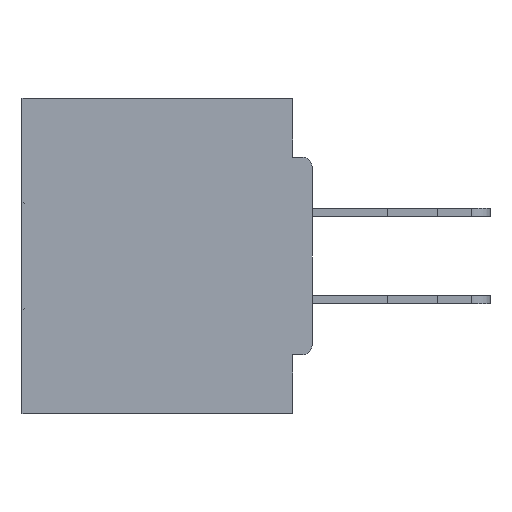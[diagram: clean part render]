
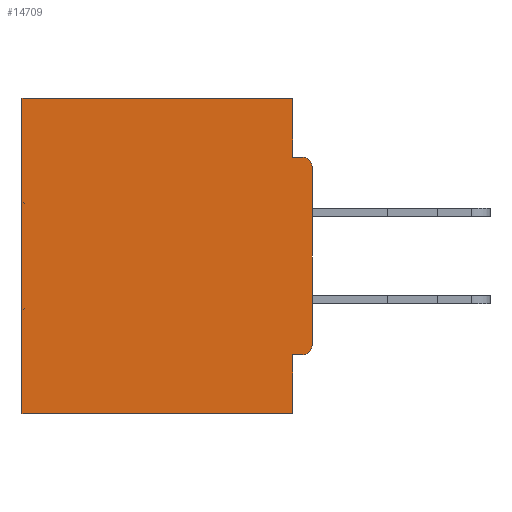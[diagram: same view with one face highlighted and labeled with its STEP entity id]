
A CAD part, left-side view. The second image highlights one B-rep face of the part: STEP entity #14709.
In plain terms, the highlighted planar face has unit normal (-1, 0, 0).
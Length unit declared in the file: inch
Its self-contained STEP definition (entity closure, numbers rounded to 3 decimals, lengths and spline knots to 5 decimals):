
#49 = VERTEX_POINT ( 'NONE', #4594 ) ;
#89 = VERTEX_POINT ( 'NONE', #16360 ) ;
#245 = DIRECTION ( 'NONE',  ( 0., 0., -1. ) ) ;
#583 = LINE ( 'NONE', #39443, #2789 ) ;
#1573 = VERTEX_POINT ( 'NONE', #40598 ) ;
#1665 = CARTESIAN_POINT ( 'NONE',  ( 0.298, 0., -0.5 ) ) ;
#1814 = CARTESIAN_POINT ( 'NONE',  ( 0.298, 0., 0. ) ) ;
#2184 = CARTESIAN_POINT ( 'NONE',  ( 0.298, 0.031, -0.4065 ) ) ;
#2198 = LINE ( 'NONE', #37814, #41458 ) ;
#2580 = EDGE_CURVE ( 'NONE', #7871, #1573, #24402, .T. ) ;
#2789 = VECTOR ( 'NONE', #7554, 39.37008 ) ;
#4120 = DIRECTION ( 'NONE',  ( 0., 0., -1. ) ) ;
#4594 = CARTESIAN_POINT ( 'NONE',  ( 0.298, 0.015, -0.4065 ) ) ;
#5266 = VERTEX_POINT ( 'NONE', #38270 ) ;
#5444 = EDGE_CURVE ( 'NONE', #5266, #7745, #17056, .T. ) ;
#5503 = AXIS2_PLACEMENT_3D ( 'NONE', #7169, #21198, #4120 ) ;
#5904 = ORIENTED_EDGE ( 'NONE', *, *, #33123, .F. ) ;
#6153 = CARTESIAN_POINT ( 'NONE',  ( 0.298, 0.031, -0.5 ) ) ;
#7169 = CARTESIAN_POINT ( 'NONE',  ( 0.298, 0.015, -0.3915 ) ) ;
#7554 = DIRECTION ( 'NONE',  ( 0., 1., 0. ) ) ;
#7745 = VERTEX_POINT ( 'NONE', #29049 ) ;
#7807 = ORIENTED_EDGE ( 'NONE', *, *, #35758, .F. ) ;
#7871 = VERTEX_POINT ( 'NONE', #29647 ) ;
#8140 = EDGE_CURVE ( 'NONE', #1573, #7745, #38795, .T. ) ;
#8830 = DIRECTION ( 'NONE',  ( 1., 0., 0. ) ) ;
#9087 = CARTESIAN_POINT ( 'NONE',  ( 0.298, 0.015, -0.1085 ) ) ;
#9717 = DIRECTION ( 'NONE',  ( 0., 1., 0. ) ) ;
#10803 = VERTEX_POINT ( 'NONE', #2184 ) ;
#12358 = DIRECTION ( 'NONE',  ( 0., 0., -1. ) ) ;
#12367 = DIRECTION ( 'NONE',  ( 0., 1., 0. ) ) ;
#14709 = ADVANCED_FACE ( 'NONE', ( #16056 ), #40093, .F. ) ;
#15296 = DIRECTION ( 'NONE',  ( 0., 0., -1. ) ) ;
#16056 = FACE_OUTER_BOUND ( 'NONE', #35367, .T. ) ;
#16303 = CARTESIAN_POINT ( 'NONE',  ( 0.298, 0., 0. ) ) ;
#16360 = CARTESIAN_POINT ( 'NONE',  ( 0.298, 0.46, -0.5 ) ) ;
#17056 = CIRCLE ( 'NONE', #21952, 0.015 ) ;
#17369 = EDGE_CURVE ( 'NONE', #49, #10803, #583, .T. ) ;
#17770 = EDGE_CURVE ( 'NONE', #10803, #40151, #19132, .T. ) ;
#17832 = CARTESIAN_POINT ( 'NONE',  ( 0.298, 0., 0. ) ) ;
#18259 = CARTESIAN_POINT ( 'NONE',  ( 0.298, 0., -0.3915 ) ) ;
#18664 = ORIENTED_EDGE ( 'NONE', *, *, #8140, .F. ) ;
#19132 = LINE ( 'NONE', #6153, #31638 ) ;
#19177 = VECTOR ( 'NONE', #23973, 39.37008 ) ;
#20364 = ORIENTED_EDGE ( 'NONE', *, *, #17369, .F. ) ;
#21198 = DIRECTION ( 'NONE',  ( -1., 0., 0. ) ) ;
#21324 = LINE ( 'NONE', #1665, #39376 ) ;
#21447 = ORIENTED_EDGE ( 'NONE', *, *, #5444, .T. ) ;
#21952 = AXIS2_PLACEMENT_3D ( 'NONE', #9087, #31139, #43927 ) ;
#23973 = DIRECTION ( 'NONE',  ( 0., -1., 0. ) ) ;
#24275 = CARTESIAN_POINT ( 'NONE',  ( 0.298, 0., -0.0935 ) ) ;
#24402 = LINE ( 'NONE', #35999, #35288 ) ;
#27562 = DIRECTION ( 'NONE',  ( 0., 0., -1. ) ) ;
#27611 = DIRECTION ( 'NONE',  ( 0., 0., -1. ) ) ;
#28024 = LINE ( 'NONE', #16303, #36790 ) ;
#28165 = CIRCLE ( 'NONE', #5503, 0.015 ) ;
#28592 = ORIENTED_EDGE ( 'NONE', *, *, #34237, .T. ) ;
#29019 = VERTEX_POINT ( 'NONE', #33596 ) ;
#29049 = CARTESIAN_POINT ( 'NONE',  ( 0.298, 0.015, -0.0935 ) ) ;
#29072 = AXIS2_PLACEMENT_3D ( 'NONE', #1814, #8830, #12358 ) ;
#29647 = CARTESIAN_POINT ( 'NONE',  ( 0.298, 0.031, 0. ) ) ;
#30751 = ORIENTED_EDGE ( 'NONE', *, *, #38774, .T. ) ;
#30983 = EDGE_CURVE ( 'NONE', #29019, #89, #2198, .T. ) ;
#31139 = DIRECTION ( 'NONE',  ( -1., 0., 0. ) ) ;
#31638 = VECTOR ( 'NONE', #27611, 39.37008 ) ;
#33123 = EDGE_CURVE ( 'NONE', #5266, #42179, #34228, .T. ) ;
#33159 = VECTOR ( 'NONE', #245, 39.37008 ) ;
#33596 = CARTESIAN_POINT ( 'NONE',  ( 0.298, 0.46, 0. ) ) ;
#34228 = LINE ( 'NONE', #17832, #33159 ) ;
#34237 = EDGE_CURVE ( 'NONE', #7871, #29019, #28024, .T. ) ;
#35288 = VECTOR ( 'NONE', #15296, 39.37008 ) ;
#35367 = EDGE_LOOP ( 'NONE', ( #21447, #18664, #37784, #28592, #43501, #7807, #41293, #20364, #30751, #5904 ) ) ;
#35758 = EDGE_CURVE ( 'NONE', #40151, #89, #21324, .T. ) ;
#35999 = CARTESIAN_POINT ( 'NONE',  ( 0.298, 0.031, -0.5 ) ) ;
#36671 = CARTESIAN_POINT ( 'NONE',  ( 0.298, 0.031, -0.5 ) ) ;
#36790 = VECTOR ( 'NONE', #9717, 39.37008 ) ;
#37784 = ORIENTED_EDGE ( 'NONE', *, *, #2580, .F. ) ;
#37814 = CARTESIAN_POINT ( 'NONE',  ( 0.298, 0.46, 0. ) ) ;
#38270 = CARTESIAN_POINT ( 'NONE',  ( 0.298, 0., -0.1085 ) ) ;
#38774 = EDGE_CURVE ( 'NONE', #49, #42179, #28165, .T. ) ;
#38795 = LINE ( 'NONE', #24275, #19177 ) ;
#39376 = VECTOR ( 'NONE', #12367, 39.37008 ) ;
#39443 = CARTESIAN_POINT ( 'NONE',  ( 0.298, 0., -0.4065 ) ) ;
#40093 = PLANE ( 'NONE',  #29072 ) ;
#40151 = VERTEX_POINT ( 'NONE', #36671 ) ;
#40598 = CARTESIAN_POINT ( 'NONE',  ( 0.298, 0.031, -0.0935 ) ) ;
#41293 = ORIENTED_EDGE ( 'NONE', *, *, #17770, .F. ) ;
#41458 = VECTOR ( 'NONE', #27562, 39.37008 ) ;
#42179 = VERTEX_POINT ( 'NONE', #18259 ) ;
#43501 = ORIENTED_EDGE ( 'NONE', *, *, #30983, .T. ) ;
#43927 = DIRECTION ( 'NONE',  ( 0., 0., -1. ) ) ;
